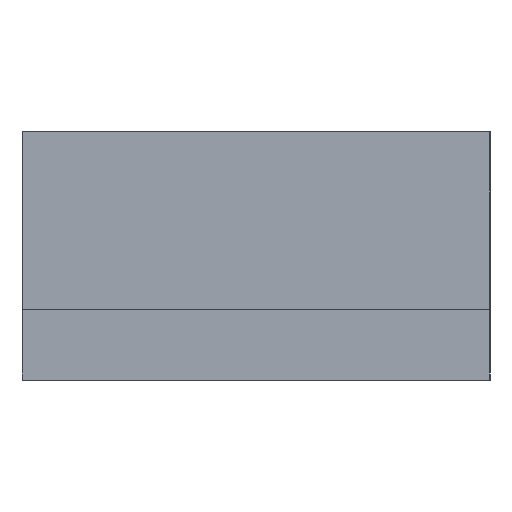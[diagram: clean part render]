
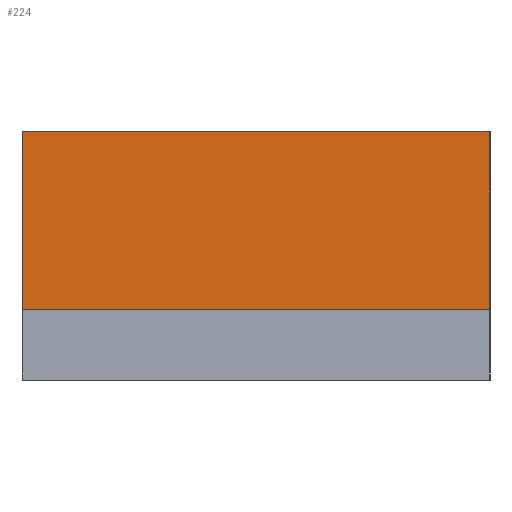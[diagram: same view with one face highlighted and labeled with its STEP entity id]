
A CAD part, left-side view. The second image highlights one B-rep face of the part: STEP entity #224.
In plain terms, the highlighted planar face has unit normal (-1, 0, 0).
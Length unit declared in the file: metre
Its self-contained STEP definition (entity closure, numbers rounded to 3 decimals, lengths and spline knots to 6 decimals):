
#24=LINE('',#340,#48);
#33=LINE('',#357,#57);
#35=LINE('',#363,#59);
#37=LINE('',#372,#61);
#48=VECTOR('',#277,1.);
#57=VECTOR('',#290,1.);
#59=VECTOR('',#296,1.);
#61=VECTOR('',#308,1.);
#106=ORIENTED_EDGE('',*,*,#141,.T.);
#107=ORIENTED_EDGE('',*,*,#138,.F.);
#108=ORIENTED_EDGE('',*,*,#145,.F.);
#109=ORIENTED_EDGE('',*,*,#129,.T.);
#129=EDGE_CURVE('',#156,#155,#24,.T.);
#138=EDGE_CURVE('',#161,#162,#33,.T.);
#141=EDGE_CURVE('',#155,#162,#35,.T.);
#145=EDGE_CURVE('',#156,#161,#37,.T.);
#155=VERTEX_POINT('',#339);
#156=VERTEX_POINT('',#341);
#161=VERTEX_POINT('',#356);
#162=VERTEX_POINT('',#358);
#182=EDGE_LOOP('',(#106,#107,#108,#109));
#200=FACE_BOUND('',#182,.T.);
#214=PLANE('',#253);
#224=ADVANCED_FACE('',(#200),#214,.F.);
#253=AXIS2_PLACEMENT_3D('',#371,#306,#307);
#277=DIRECTION('',(0.,0.,-1.));
#290=DIRECTION('',(0.,0.,-1.));
#296=DIRECTION('',(0.,-1.,0.));
#306=DIRECTION('',(1.,0.,0.));
#307=DIRECTION('',(0.,0.,-1.));
#308=DIRECTION('',(0.,-1.,0.));
#339=CARTESIAN_POINT('',(-0.028,0.0066,0.002));
#340=CARTESIAN_POINT('',(-0.028,0.0066,0.007));
#341=CARTESIAN_POINT('',(-0.028,0.0066,0.007));
#356=CARTESIAN_POINT('',(-0.028,-0.0066,0.007));
#357=CARTESIAN_POINT('',(-0.028,-0.0066,0.007));
#358=CARTESIAN_POINT('',(-0.028,-0.0066,0.002));
#363=CARTESIAN_POINT('',(-0.028,0.,0.002));
#371=CARTESIAN_POINT('',(-0.028,0.,0.007));
#372=CARTESIAN_POINT('',(-0.028,0.,0.007));
